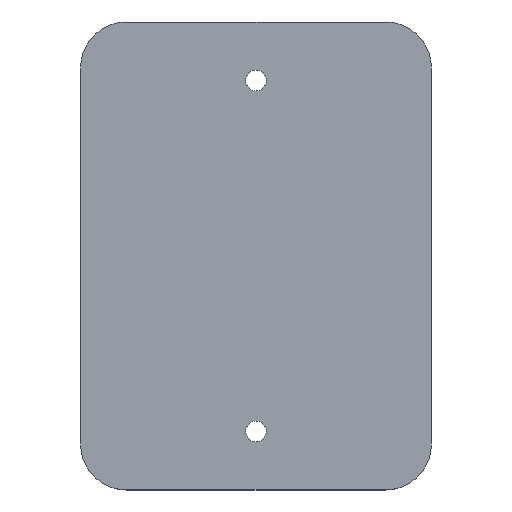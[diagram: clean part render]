
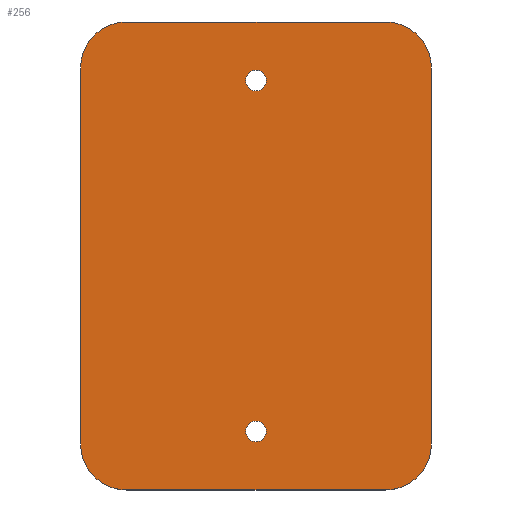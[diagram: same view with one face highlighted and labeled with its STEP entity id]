
A CAD part, top view. The second image highlights one B-rep face of the part: STEP entity #256.
In plain terms, the highlighted planar face has unit normal (0, 0, 1).
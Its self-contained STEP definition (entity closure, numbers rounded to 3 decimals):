
#17=FACE_BOUND('',#61,.T.);
#18=FACE_BOUND('',#62,.T.);
#24=PLANE('',#298);
#44=FACE_OUTER_BOUND('',#60,.T.);
#60=EDGE_LOOP('',(#231,#232,#233,#234,#235,#236,#237,#238));
#61=EDGE_LOOP('',(#239));
#62=EDGE_LOOP('',(#240));
#73=LINE('',#423,#93);
#79=LINE('',#438,#99);
#81=LINE('',#444,#101);
#82=LINE('',#446,#102);
#93=VECTOR('',#347,10.);
#99=VECTOR('',#363,10.);
#101=VECTOR('',#371,10.);
#102=VECTOR('',#374,10.);
#105=CIRCLE('',#275,2.248);
#108=CIRCLE('',#280,2.248);
#109=CIRCLE('',#282,10.);
#114=CIRCLE('',#290,10.);
#115=CIRCLE('',#292,10.);
#116=CIRCLE('',#295,10.);
#119=VERTEX_POINT('',#385);
#122=VERTEX_POINT('',#395);
#123=VERTEX_POINT('',#399);
#124=VERTEX_POINT('',#400);
#133=VERTEX_POINT('',#422);
#134=VERTEX_POINT('',#426);
#135=VERTEX_POINT('',#430);
#136=VERTEX_POINT('',#431);
#137=VERTEX_POINT('',#436);
#138=VERTEX_POINT('',#440);
#143=EDGE_CURVE('',#119,#119,#105,.T.);
#148=EDGE_CURVE('',#122,#122,#108,.T.);
#149=EDGE_CURVE('',#123,#124,#109,.T.);
#160=EDGE_CURVE('',#133,#124,#73,.T.);
#162=EDGE_CURVE('',#133,#134,#114,.T.);
#164=EDGE_CURVE('',#135,#136,#115,.T.);
#168=EDGE_CURVE('',#135,#137,#79,.T.);
#169=EDGE_CURVE('',#138,#137,#116,.T.);
#171=EDGE_CURVE('',#138,#134,#81,.T.);
#172=EDGE_CURVE('',#123,#136,#82,.T.);
#231=ORIENTED_EDGE('',*,*,#149,.F.);
#232=ORIENTED_EDGE('',*,*,#172,.T.);
#233=ORIENTED_EDGE('',*,*,#164,.F.);
#234=ORIENTED_EDGE('',*,*,#168,.T.);
#235=ORIENTED_EDGE('',*,*,#169,.F.);
#236=ORIENTED_EDGE('',*,*,#171,.T.);
#237=ORIENTED_EDGE('',*,*,#162,.F.);
#238=ORIENTED_EDGE('',*,*,#160,.T.);
#239=ORIENTED_EDGE('',*,*,#143,.T.);
#240=ORIENTED_EDGE('',*,*,#148,.T.);
#256=ADVANCED_FACE('',(#44,#17,#18),#24,.T.);
#275=AXIS2_PLACEMENT_3D('',#387,#311,#312);
#280=AXIS2_PLACEMENT_3D('',#397,#323,#324);
#282=AXIS2_PLACEMENT_3D('',#401,#327,#328);
#290=AXIS2_PLACEMENT_3D('',#427,#351,#352);
#292=AXIS2_PLACEMENT_3D('',#432,#356,#357);
#295=AXIS2_PLACEMENT_3D('',#441,#366,#367);
#298=AXIS2_PLACEMENT_3D('',#447,#375,#376);
#311=DIRECTION('center_axis',(0.,0.,-1.));
#312=DIRECTION('ref_axis',(-1.,0.,0.));
#323=DIRECTION('center_axis',(0.,0.,-1.));
#324=DIRECTION('ref_axis',(-1.,0.,0.));
#327=DIRECTION('center_axis',(0.,0.,-1.));
#328=DIRECTION('ref_axis',(-0.707,0.707,0.));
#347=DIRECTION('',(-1.,0.,0.));
#351=DIRECTION('center_axis',(0.,0.,-1.));
#352=DIRECTION('ref_axis',(0.707,0.707,0.));
#356=DIRECTION('center_axis',(0.,0.,-1.));
#357=DIRECTION('ref_axis',(-0.707,-0.707,0.));
#363=DIRECTION('',(1.,0.,0.));
#366=DIRECTION('center_axis',(0.,0.,-1.));
#367=DIRECTION('ref_axis',(0.707,-0.707,0.));
#371=DIRECTION('',(0.,1.,0.));
#374=DIRECTION('',(0.,-1.,0.));
#375=DIRECTION('center_axis',(0.,0.,1.));
#376=DIRECTION('ref_axis',(1.,0.,0.));
#385=CARTESIAN_POINT('',(2.248,-88.1,-0.65));
#387=CARTESIAN_POINT('Origin',(0.,-88.1,-0.65));
#395=CARTESIAN_POINT('',(2.248,-11.9,-0.65));
#397=CARTESIAN_POINT('Origin',(0.,-11.9,-0.65));
#399=CARTESIAN_POINT('',(-38.1,-9.2,-0.65));
#400=CARTESIAN_POINT('',(-28.1,0.8,-0.65));
#401=CARTESIAN_POINT('Origin',(-28.1,-9.2,-0.65));
#422=CARTESIAN_POINT('',(28.1,0.8,-0.65));
#423=CARTESIAN_POINT('',(-38.1,0.8,-0.65));
#426=CARTESIAN_POINT('',(38.1,-9.2,-0.65));
#427=CARTESIAN_POINT('Origin',(28.1,-9.2,-0.65));
#430=CARTESIAN_POINT('',(-28.1,-100.8,-0.65));
#431=CARTESIAN_POINT('',(-38.1,-90.8,-0.65));
#432=CARTESIAN_POINT('Origin',(-28.1,-90.8,-0.65));
#436=CARTESIAN_POINT('',(28.1,-100.8,-0.65));
#438=CARTESIAN_POINT('',(38.1,-100.8,-0.65));
#440=CARTESIAN_POINT('',(38.1,-90.8,-0.65));
#441=CARTESIAN_POINT('Origin',(28.1,-90.8,-0.65));
#444=CARTESIAN_POINT('',(38.1,0.8,-0.65));
#446=CARTESIAN_POINT('',(-38.1,-100.8,-0.65));
#447=CARTESIAN_POINT('Origin',(0.,-50.,-0.65));
